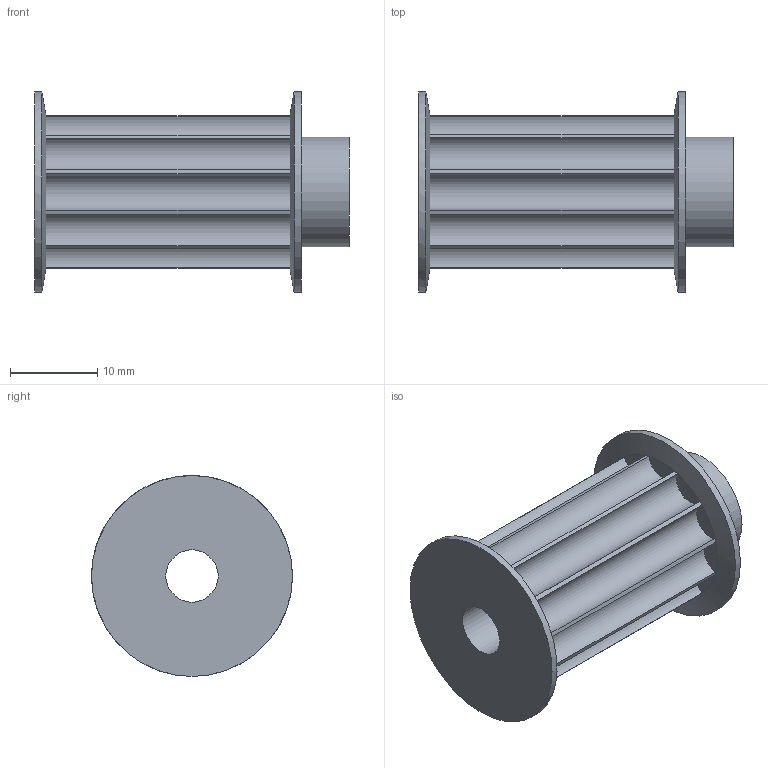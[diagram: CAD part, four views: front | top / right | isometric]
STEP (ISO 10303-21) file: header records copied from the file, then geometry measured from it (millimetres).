
FILE_DESCRIPTION( ( 'STEP AP214' ), '1' );
FILE_NAME( 'HTD-Zrr_6_17241200_2_14.stp', ' ', ( ' ' ), ( ' ' ), 'PSStep 15.0.47', 'PARTsolutions', ' ' );
FILE_SCHEMA( ( 'AUTOMOTIVE_DESIGN { 1 0 10303 214 1 1 1 1 }' ) );
Length unit declared in the file: millimetre
Products named in the file (1): _HTD-Zrr 6 17241200
Bounding box: 36 x 23 x 23 mm (x, y, z)
Volume: 5409.8 mm3; surface area: 4509.3 mm2
Topology: 1 solids, 1 shells, 58 faces, 114 edges, 59 vertices
Faces by surface type: cylinder 28, plane 27, cone 3
Full cylindrical faces by diameter (mm): 6 x1, 12.5 x1, 23 x2
Entity records: 1902 total; most frequent: DIRECTION 304, CARTESIAN_POINT 221, ORIENTED_EDGE 210, AXIS2_PLACEMENT_3D 140, EDGE_CURVE 105, CIRCLE 81, EDGE_LOOP 68, FACE_OUTER_BOUND 62
